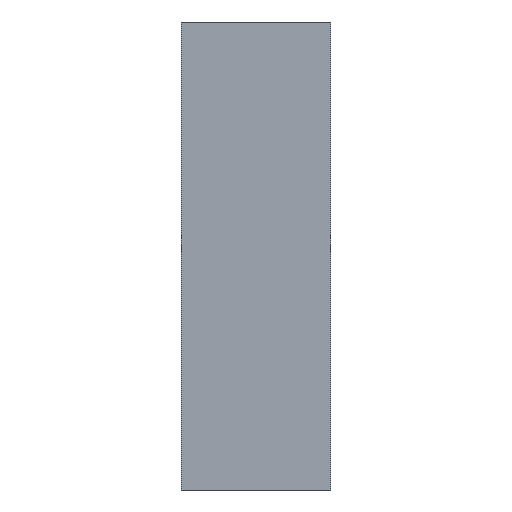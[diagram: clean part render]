
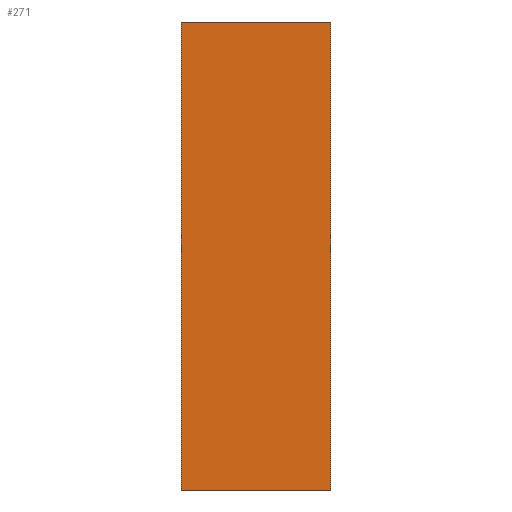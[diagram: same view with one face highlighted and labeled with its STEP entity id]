
A CAD part, left-side view. The second image highlights one B-rep face of the part: STEP entity #271.
In plain terms, the highlighted planar face has unit normal (-1, 0, 0).
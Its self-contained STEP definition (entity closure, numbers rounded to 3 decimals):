
#5 = VERTEX_POINT ( 'NONE', #22 ) ;
#22 = CARTESIAN_POINT ( 'NONE',  ( -70.655, 9.188, 0. ) ) ;
#34 = DIRECTION ( 'NONE',  ( 0., -1., 0. ) ) ;
#85 = AXIS2_PLACEMENT_3D ( 'NONE', #390, #610, #188 ) ;
#126 = LINE ( 'NONE', #266, #319 ) ;
#132 = DIRECTION ( 'NONE',  ( 0., 0., -1. ) ) ;
#138 = EDGE_CURVE ( 'NONE', #344, #198, #126, .T. ) ;
#170 = ORIENTED_EDGE ( 'NONE', *, *, #434, .T. ) ;
#188 = DIRECTION ( 'NONE',  ( 0., 0., -1. ) ) ;
#198 = VERTEX_POINT ( 'NONE', #371 ) ;
#232 = CARTESIAN_POINT ( 'NONE',  ( -70.655, 9.188, 30. ) ) ;
#266 = CARTESIAN_POINT ( 'NONE',  ( -70.655, 9.188, 30. ) ) ;
#267 = ORIENTED_EDGE ( 'NONE', *, *, #138, .F. ) ;
#271 = ADVANCED_FACE ( 'NONE', ( #527 ), #488, .F. ) ;
#317 = LINE ( 'NONE', #461, #393 ) ;
#319 = VECTOR ( 'NONE', #34, 1000. ) ;
#340 = LINE ( 'NONE', #397, #487 ) ;
#344 = VERTEX_POINT ( 'NONE', #232 ) ;
#352 = EDGE_CURVE ( 'NONE', #5, #528, #477, .T. ) ;
#371 = CARTESIAN_POINT ( 'NONE',  ( -70.655, -0.413, 30. ) ) ;
#390 = CARTESIAN_POINT ( 'NONE',  ( -70.655, 9.188, 30. ) ) ;
#393 = VECTOR ( 'NONE', #132, 1000. ) ;
#397 = CARTESIAN_POINT ( 'NONE',  ( -70.655, 9.188, 30. ) ) ;
#403 = VECTOR ( 'NONE', #524, 1000. ) ;
#421 = ORIENTED_EDGE ( 'NONE', *, *, #604, .F. ) ;
#434 = EDGE_CURVE ( 'NONE', #344, #5, #340, .T. ) ;
#461 = CARTESIAN_POINT ( 'NONE',  ( -70.655, -0.413, 30. ) ) ;
#477 = LINE ( 'NONE', #568, #403 ) ;
#479 = ORIENTED_EDGE ( 'NONE', *, *, #352, .T. ) ;
#487 = VECTOR ( 'NONE', #582, 1000. ) ;
#488 = PLANE ( 'NONE',  #85 ) ;
#521 = EDGE_LOOP ( 'NONE', ( #479, #421, #267, #170 ) ) ;
#524 = DIRECTION ( 'NONE',  ( 0., -1., 0. ) ) ;
#527 = FACE_OUTER_BOUND ( 'NONE', #521, .T. ) ;
#528 = VERTEX_POINT ( 'NONE', #588 ) ;
#568 = CARTESIAN_POINT ( 'NONE',  ( -70.655, 9.188, 0. ) ) ;
#582 = DIRECTION ( 'NONE',  ( 0., 0., -1. ) ) ;
#588 = CARTESIAN_POINT ( 'NONE',  ( -70.655, -0.413, 0. ) ) ;
#604 = EDGE_CURVE ( 'NONE', #198, #528, #317, .T. ) ;
#610 = DIRECTION ( 'NONE',  ( 1., 0., 0. ) ) ;
